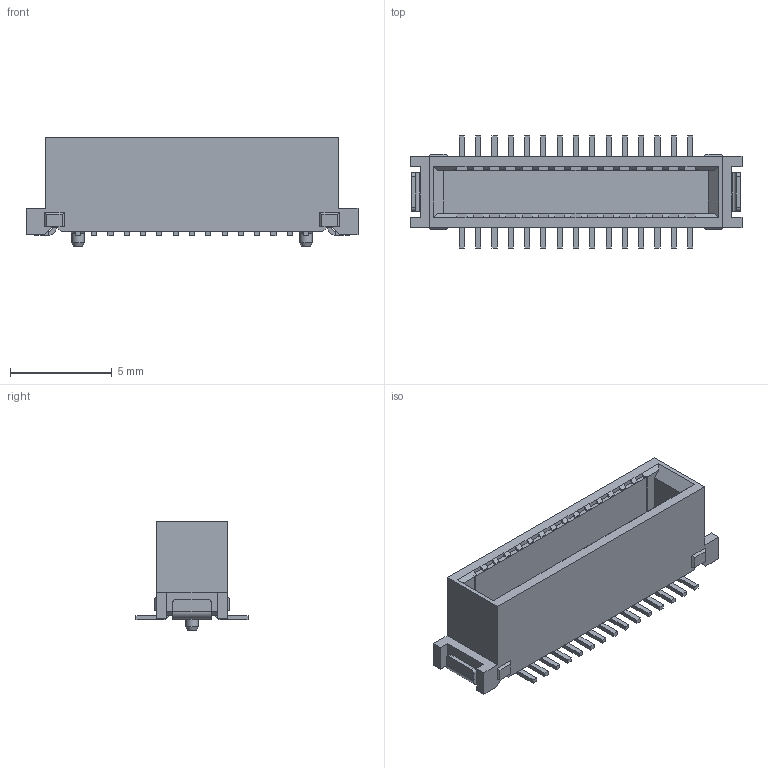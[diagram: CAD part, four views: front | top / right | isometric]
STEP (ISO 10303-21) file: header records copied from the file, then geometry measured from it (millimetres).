
FILE_DESCRIPTION( ('This file contains a STEP AP42 implementation' ,'as created by ZW3D STEP Interface translator.') ,'2;1' );
FILE_NAME( '3618-PXXX-048MXXR01.stp' ,'23 314.15 138', (''), ('ZWCAD Software Co.'), 'Version 1.0', 'ZW3D to STEP translator', '' );
FILE_SCHEMA(('AUTOMOTIVE_DESIGN { 1 0 10303 214 1 1 1 1 }'));
Length unit declared in the file: millimetre
Products named in the file (2): 0; 3620-PXXX-048MXXR01
Bounding box: 16.3 x 5.5 x 5.4 mm (x, y, z)
Volume: 126.9 mm3; surface area: 482.1 mm2
Topology: 1 solids, 7 shells, 851 faces, 2278 edges, 1456 vertices
Faces by surface type: plane 674, cylinder 106, bspline 67, cone 2, torus 2
Full cylindrical faces by diameter (mm): 0.6 x2
Entity records: 27223 total; most frequent: CARTESIAN_POINT 5413, ORIENTED_EDGE 4556, DIRECTION 3950, EDGE_CURVE 2278, VECTOR 1924, LINE 1924, VERTEX_POINT 1456, AXIS2_PLACEMENT_3D 1013
